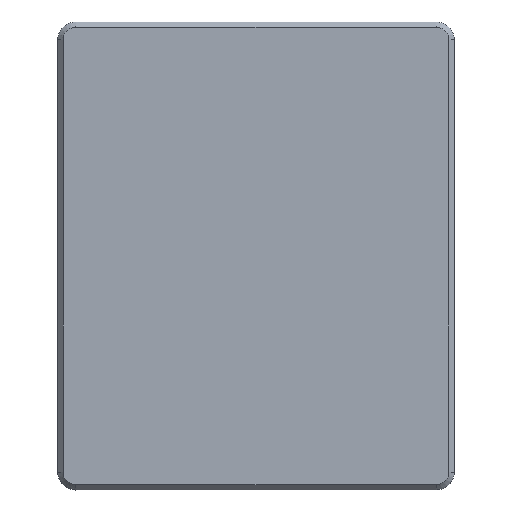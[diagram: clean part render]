
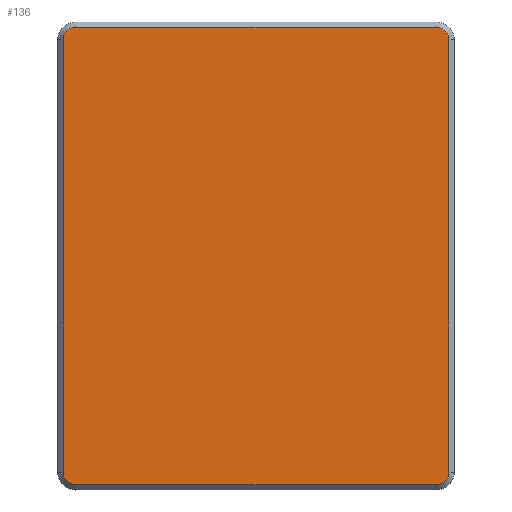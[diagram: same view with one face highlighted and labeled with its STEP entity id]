
A CAD part, top view. The second image highlights one B-rep face of the part: STEP entity #136.
In plain terms, the highlighted planar face has unit normal (0, 0, 1).
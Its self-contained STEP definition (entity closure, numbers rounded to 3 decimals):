
#14 = AXIS2_PLACEMENT_3D ( 'NONE', #334, #205, #643 ) ;
#21 = ORIENTED_EDGE ( 'NONE', *, *, #1319, .T. ) ;
#48 = ORIENTED_EDGE ( 'NONE', *, *, #1067, .T. ) ;
#110 = CARTESIAN_POINT ( 'NONE',  ( 10.865, -12.176, 70.63 ) ) ;
#118 = AXIS2_PLACEMENT_3D ( 'NONE', #450, #1180, #766 ) ;
#132 = CARTESIAN_POINT ( 'NONE',  ( -10.165, -12.876, 70.63 ) ) ;
#136 = ADVANCED_FACE ( 'NONE', ( #1260 ), #434, .T. ) ;
#156 = CARTESIAN_POINT ( 'NONE',  ( 10.865, 12.176, 70.63 ) ) ;
#160 = ORIENTED_EDGE ( 'NONE', *, *, #483, .T. ) ;
#171 = VECTOR ( 'NONE', #841, 1000. ) ;
#205 = DIRECTION ( 'NONE',  ( 0., 0., 1. ) ) ;
#211 = CARTESIAN_POINT ( 'NONE',  ( 10.165, -12.176, 70.63 ) ) ;
#214 = LINE ( 'NONE', #1268, #639 ) ;
#216 = EDGE_CURVE ( 'NONE', #1136, #799, #572, .T. ) ;
#227 = CARTESIAN_POINT ( 'NONE',  ( -10.865, 12.176, 70.63 ) ) ;
#251 = EDGE_LOOP ( 'NONE', ( #847, #937, #706, #160, #761, #925, #48, #21 ) ) ;
#254 = CARTESIAN_POINT ( 'NONE',  ( -10.865, -0.943, 70.63 ) ) ;
#265 = DIRECTION ( 'NONE',  ( 0., 1., 0. ) ) ;
#317 = DIRECTION ( 'NONE',  ( 0., 0., 1. ) ) ;
#327 = AXIS2_PLACEMENT_3D ( 'NONE', #211, #317, #1263 ) ;
#334 = CARTESIAN_POINT ( 'NONE',  ( -0.157, -0.943, 70.63 ) ) ;
#371 = CARTESIAN_POINT ( 'NONE',  ( 10.865, -0.943, 70.63 ) ) ;
#421 = CARTESIAN_POINT ( 'NONE',  ( -10.165, 12.176, 70.63 ) ) ;
#434 = PLANE ( 'NONE',  #14 ) ;
#450 = CARTESIAN_POINT ( 'NONE',  ( 10.165, 12.176, 70.63 ) ) ;
#467 = VERTEX_POINT ( 'NONE', #505 ) ;
#483 = EDGE_CURVE ( 'NONE', #1120, #946, #939, .T. ) ;
#491 = EDGE_CURVE ( 'NONE', #799, #726, #592, .T. ) ;
#505 = CARTESIAN_POINT ( 'NONE',  ( 10.165, 12.876, 70.63 ) ) ;
#521 = CARTESIAN_POINT ( 'NONE',  ( -10.865, -12.176, 70.63 ) ) ;
#540 = EDGE_CURVE ( 'NONE', #726, #1120, #1218, .T. ) ;
#572 = CIRCLE ( 'NONE', #755, 0.7 ) ;
#581 = CARTESIAN_POINT ( 'NONE',  ( -10.165, 12.876, 70.63 ) ) ;
#592 = LINE ( 'NONE', #960, #171 ) ;
#632 = DIRECTION ( 'NONE',  ( -1., 0., 0. ) ) ;
#639 = VECTOR ( 'NONE', #654, 1000. ) ;
#643 = DIRECTION ( 'NONE',  ( 1., 0., 0. ) ) ;
#654 = DIRECTION ( 'NONE',  ( -1., 0., 0. ) ) ;
#706 = ORIENTED_EDGE ( 'NONE', *, *, #540, .T. ) ;
#726 = VERTEX_POINT ( 'NONE', #862 ) ;
#751 = AXIS2_PLACEMENT_3D ( 'NONE', #421, #1351, #632 ) ;
#755 = AXIS2_PLACEMENT_3D ( 'NONE', #856, #947, #1356 ) ;
#761 = ORIENTED_EDGE ( 'NONE', *, *, #1239, .T. ) ;
#766 = DIRECTION ( 'NONE',  ( -1., 0., 0. ) ) ;
#799 = VERTEX_POINT ( 'NONE', #132 ) ;
#841 = DIRECTION ( 'NONE',  ( 1., 0., 0. ) ) ;
#847 = ORIENTED_EDGE ( 'NONE', *, *, #216, .T. ) ;
#856 = CARTESIAN_POINT ( 'NONE',  ( -10.165, -12.176, 70.63 ) ) ;
#862 = CARTESIAN_POINT ( 'NONE',  ( 10.165, -12.876, 70.63 ) ) ;
#925 = ORIENTED_EDGE ( 'NONE', *, *, #1157, .T. ) ;
#937 = ORIENTED_EDGE ( 'NONE', *, *, #491, .T. ) ;
#939 = LINE ( 'NONE', #371, #1021 ) ;
#946 = VERTEX_POINT ( 'NONE', #156 ) ;
#947 = DIRECTION ( 'NONE',  ( 0., 0., 1. ) ) ;
#960 = CARTESIAN_POINT ( 'NONE',  ( -0.157, -12.876, 70.63 ) ) ;
#1021 = VECTOR ( 'NONE', #265, 1000. ) ;
#1041 = VECTOR ( 'NONE', #1109, 1000. ) ;
#1067 = EDGE_CURVE ( 'NONE', #1324, #1244, #1358, .T. ) ;
#1109 = DIRECTION ( 'NONE',  ( 0., -1., 0. ) ) ;
#1120 = VERTEX_POINT ( 'NONE', #110 ) ;
#1136 = VERTEX_POINT ( 'NONE', #521 ) ;
#1157 = EDGE_CURVE ( 'NONE', #467, #1324, #214, .T. ) ;
#1168 = CIRCLE ( 'NONE', #118, 0.7 ) ;
#1180 = DIRECTION ( 'NONE',  ( 0., 0., 1. ) ) ;
#1208 = LINE ( 'NONE', #254, #1041 ) ;
#1218 = CIRCLE ( 'NONE', #327, 0.7 ) ;
#1239 = EDGE_CURVE ( 'NONE', #946, #467, #1168, .T. ) ;
#1244 = VERTEX_POINT ( 'NONE', #227 ) ;
#1260 = FACE_OUTER_BOUND ( 'NONE', #251, .T. ) ;
#1263 = DIRECTION ( 'NONE',  ( -1., 0., 0. ) ) ;
#1268 = CARTESIAN_POINT ( 'NONE',  ( -0.157, 12.876, 70.63 ) ) ;
#1319 = EDGE_CURVE ( 'NONE', #1244, #1136, #1208, .T. ) ;
#1324 = VERTEX_POINT ( 'NONE', #581 ) ;
#1351 = DIRECTION ( 'NONE',  ( 0., 0., 1. ) ) ;
#1356 = DIRECTION ( 'NONE',  ( -1., 0., 0. ) ) ;
#1358 = CIRCLE ( 'NONE', #751, 0.7 ) ;
